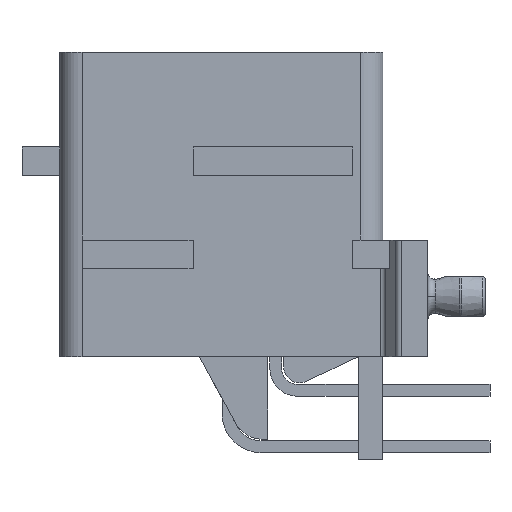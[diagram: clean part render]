
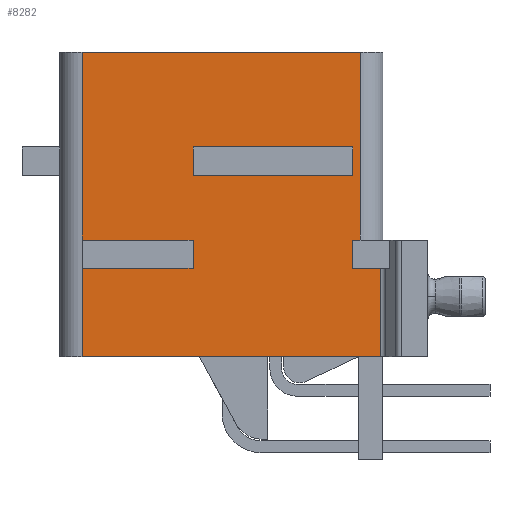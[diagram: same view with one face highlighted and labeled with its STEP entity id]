
A CAD part, left-side view. The second image highlights one B-rep face of the part: STEP entity #8282.
In plain terms, the highlighted planar face has unit normal (-1, 0, 0).
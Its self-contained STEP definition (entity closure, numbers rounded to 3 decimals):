
#143=DIRECTION('',(0.,-1.,0.));
#144=VECTOR('',#143,14.8);
#145=CARTESIAN_POINT('',(-15.25,7.4,0.));
#146=LINE('',#145,#144);
#260=DIRECTION('',(0.,-1.,0.));
#261=VECTOR('',#260,8.5);
#262=CARTESIAN_POINT('',(-15.25,1.5,-6.55));
#263=LINE('',#262,#261);
#264=DIRECTION('',(0.,0.,1.));
#265=VECTOR('',#264,1.5);
#266=CARTESIAN_POINT('',(-15.25,-7.,-6.55));
#267=LINE('',#266,#265);
#268=DIRECTION('',(0.,-1.,0.));
#269=VECTOR('',#268,8.5);
#270=CARTESIAN_POINT('',(-15.25,1.5,-5.05));
#271=LINE('',#270,#269);
#272=DIRECTION('',(0.,0.,1.));
#273=VECTOR('',#272,1.5);
#274=CARTESIAN_POINT('',(-15.25,1.5,-6.55));
#275=LINE('',#274,#273);
#276=DIRECTION('',(0.,0.,-1.));
#277=VECTOR('',#276,10.);
#278=CARTESIAN_POINT('',(-15.25,-7.4,0.));
#279=LINE('',#278,#277);
#280=DIRECTION('',(0.,-1.,0.));
#281=VECTOR('',#280,0.4);
#282=CARTESIAN_POINT('',(-15.25,-7.,-10.));
#283=LINE('',#282,#281);
#284=DIRECTION('',(0.,0.,1.));
#285=VECTOR('',#284,1.5);
#286=CARTESIAN_POINT('',(-15.25,-7.,-11.5));
#287=LINE('',#286,#285);
#288=DIRECTION('',(0.,-1.,0.));
#289=VECTOR('',#288,1.456);
#290=CARTESIAN_POINT('',(-15.25,-7.,-11.5));
#291=LINE('',#290,#289);
#292=DIRECTION('',(0.,0.,-1.));
#293=VECTOR('',#292,4.7);
#294=CARTESIAN_POINT('',(-15.25,-8.456,-11.5));
#295=LINE('',#294,#293);
#296=DIRECTION('',(0.,1.,0.));
#297=VECTOR('',#296,15.856);
#298=CARTESIAN_POINT('',(-15.25,-8.456,-16.2));
#299=LINE('',#298,#297);
#300=DIRECTION('',(0.,0.,-1.));
#301=VECTOR('',#300,4.7);
#302=CARTESIAN_POINT('',(-15.25,7.4,-11.5));
#303=LINE('',#302,#301);
#304=DIRECTION('',(0.,-1.,0.));
#305=VECTOR('',#304,5.9);
#306=CARTESIAN_POINT('',(-15.25,7.4,-11.5));
#307=LINE('',#306,#305);
#308=DIRECTION('',(0.,0.,1.));
#309=VECTOR('',#308,1.5);
#310=CARTESIAN_POINT('',(-15.25,1.5,-11.5));
#311=LINE('',#310,#309);
#312=DIRECTION('',(0.,-1.,0.));
#313=VECTOR('',#312,5.9);
#314=CARTESIAN_POINT('',(-15.25,7.4,-10.));
#315=LINE('',#314,#313);
#316=DIRECTION('',(0.,0.,-1.));
#317=VECTOR('',#316,10.);
#318=CARTESIAN_POINT('',(-15.25,7.4,0.));
#319=LINE('',#318,#317);
#6199=CARTESIAN_POINT('',(-15.25,7.4,0.));
#6201=VERTEX_POINT('',#6199);
#6207=CARTESIAN_POINT('',(-15.25,7.4,-16.2));
#6209=VERTEX_POINT('',#6207);
#6310=CARTESIAN_POINT('',(-15.25,1.5,-6.55));
#6311=CARTESIAN_POINT('',(-15.25,-7.,-6.55));
#6312=VERTEX_POINT('',#6310);
#6313=VERTEX_POINT('',#6311);
#6314=CARTESIAN_POINT('',(-15.25,1.5,-5.05));
#6315=CARTESIAN_POINT('',(-15.25,-7.,-5.05));
#6316=VERTEX_POINT('',#6314);
#6317=VERTEX_POINT('',#6315);
#6354=CARTESIAN_POINT('',(-15.25,7.4,-11.5));
#6355=CARTESIAN_POINT('',(-15.25,7.4,-10.));
#6356=VERTEX_POINT('',#6354);
#6357=VERTEX_POINT('',#6355);
#6358=CARTESIAN_POINT('',(-15.25,1.5,-10.));
#6359=VERTEX_POINT('',#6358);
#6360=CARTESIAN_POINT('',(-15.25,1.5,-11.5));
#6361=VERTEX_POINT('',#6360);
#7521=CARTESIAN_POINT('',(-15.25,-8.456,-16.2));
#7523=VERTEX_POINT('',#7521);
#7670=CARTESIAN_POINT('',(-15.25,-7.,-11.5));
#7671=CARTESIAN_POINT('',(-15.25,-7.,-10.));
#7672=VERTEX_POINT('',#7670);
#7673=VERTEX_POINT('',#7671);
#7708=CARTESIAN_POINT('',(-15.25,-7.4,0.));
#7709=CARTESIAN_POINT('',(-15.25,-7.4,-10.));
#7710=VERTEX_POINT('',#7708);
#7711=VERTEX_POINT('',#7709);
#7720=CARTESIAN_POINT('',(-15.25,-8.456,-11.5));
#7721=VERTEX_POINT('',#7720);
#8243=CARTESIAN_POINT('',(-15.25,7.4,0.));
#8244=DIRECTION('',(-1.,0.,0.));
#8245=DIRECTION('',(0.,-1.,0.));
#8246=AXIS2_PLACEMENT_3D('',#8243,#8244,#8245);
#8247=PLANE('',#8246);
#8249=ORIENTED_EDGE('',*,*,#8248,.T.);
#8251=ORIENTED_EDGE('',*,*,#8250,.F.);
#8253=ORIENTED_EDGE('',*,*,#8252,.F.);
#8255=ORIENTED_EDGE('',*,*,#8254,.T.);
#8257=ORIENTED_EDGE('',*,*,#8256,.T.);
#8259=ORIENTED_EDGE('',*,*,#8258,.T.);
#8261=ORIENTED_EDGE('',*,*,#8260,.F.);
#8263=ORIENTED_EDGE('',*,*,#8262,.T.);
#8265=ORIENTED_EDGE('',*,*,#8264,.T.);
#8267=ORIENTED_EDGE('',*,*,#8266,.F.);
#8269=ORIENTED_EDGE('',*,*,#8268,.F.);
#8270=ORIENTED_EDGE('',*,*,#8103,.T.);
#8271=EDGE_LOOP('',(#8249,#8251,#8253,#8255,#8257,#8259,#8261,#8263,#8265,#8267,
#8269,#8270));
#8272=FACE_OUTER_BOUND('',#8271,.F.);
#8273=ORIENTED_EDGE('',*,*,#8201,.T.);
#8275=ORIENTED_EDGE('',*,*,#8274,.T.);
#8277=ORIENTED_EDGE('',*,*,#8276,.F.);
#8279=ORIENTED_EDGE('',*,*,#8278,.F.);
#8280=EDGE_LOOP('',(#8273,#8275,#8277,#8279));
#8281=FACE_BOUND('',#8280,.F.);
#8282=ADVANCED_FACE('',(#8272,#8281),#8247,.T.);
#8103=EDGE_CURVE('',#6201,#7710,#146,.T.);
#8201=EDGE_CURVE('',#6312,#6313,#263,.T.);
#8248=EDGE_CURVE('',#7710,#7711,#279,.T.);
#8250=EDGE_CURVE('',#7673,#7711,#283,.T.);
#8252=EDGE_CURVE('',#7672,#7673,#287,.T.);
#8254=EDGE_CURVE('',#7672,#7721,#291,.T.);
#8256=EDGE_CURVE('',#7721,#7523,#295,.T.);
#8258=EDGE_CURVE('',#7523,#6209,#299,.T.);
#8260=EDGE_CURVE('',#6356,#6209,#303,.T.);
#8262=EDGE_CURVE('',#6356,#6361,#307,.T.);
#8264=EDGE_CURVE('',#6361,#6359,#311,.T.);
#8266=EDGE_CURVE('',#6357,#6359,#315,.T.);
#8268=EDGE_CURVE('',#6201,#6357,#319,.T.);
#8274=EDGE_CURVE('',#6313,#6317,#267,.T.);
#8276=EDGE_CURVE('',#6316,#6317,#271,.T.);
#8278=EDGE_CURVE('',#6312,#6316,#275,.T.);
